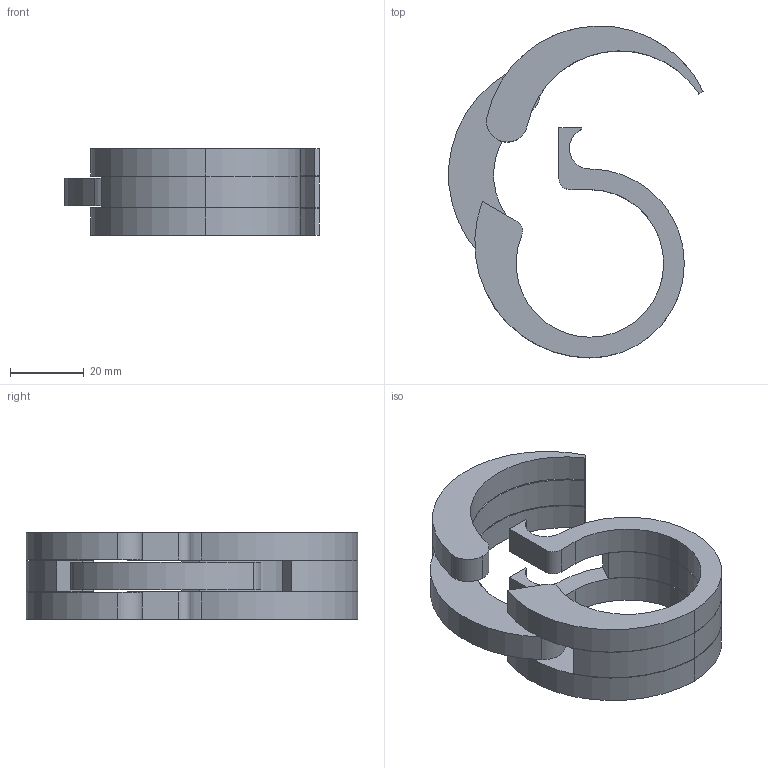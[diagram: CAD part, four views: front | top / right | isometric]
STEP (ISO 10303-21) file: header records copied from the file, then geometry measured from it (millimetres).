
FILE_DESCRIPTION(('HOOPS Exchange Step'),'2;1');
FILE_NAME('Cam Pipe Clamp Sliced.stp','2026-01-04T09:22:20-05:00',('jdm'),('Unknown organisation'),'HOOPS Exchange 2025.8','HOOPS Exchange','Unknown authorisation');
FILE_SCHEMA( ('AP203_CONFIGURATION_CONTROLLED_3D_DESIGN_OF_MECHANICAL_PARTS_AND_ASSEMBLIES_MIM_LF') );
Length unit declared in the file: millimetre
Products named in the file (2): 0; root
Assembly tree (1 placements, depth 2):
  root
    0
Bounding box: 68.94 x 89.94 x 23.52 mm (x, y, z)
Volume: 33400.2 mm3; surface area: 19474.3 mm2
Topology: 7 solids, 7 shells, 76 faces, 179 edges, 117 vertices
Faces by surface type: cylinder 38, plane 30, bspline 8
Entity records: 2483 total; most frequent: CARTESIAN_POINT 655, DIRECTION 389, ORIENTED_EDGE 358, EDGE_CURVE 179, AXIS2_PLACEMENT_3D 147, VERTEX_POINT 117, VECTOR 95, LINE 95
